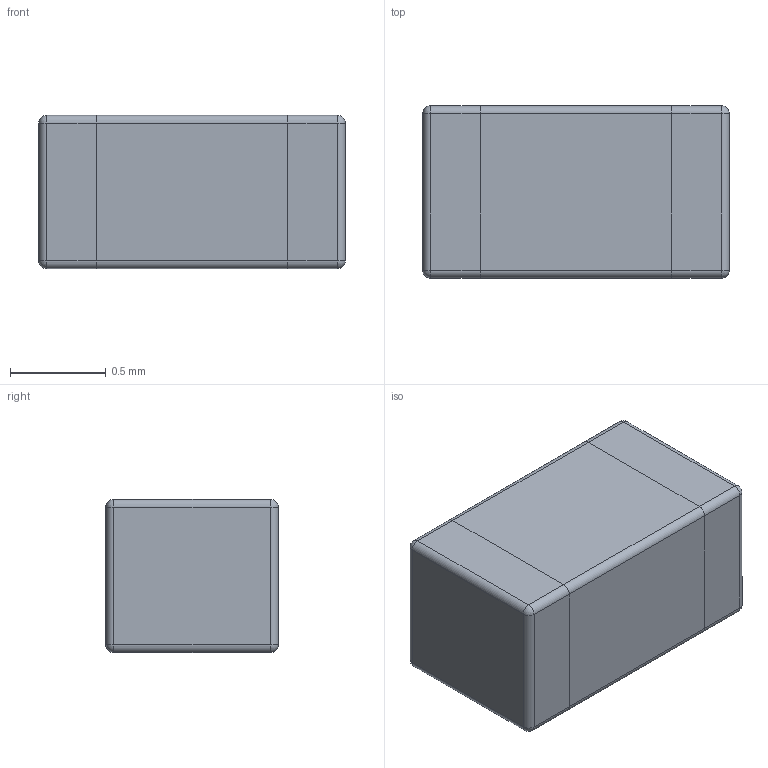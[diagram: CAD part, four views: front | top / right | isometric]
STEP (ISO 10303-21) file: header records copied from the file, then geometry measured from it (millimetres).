
FILE_DESCRIPTION(/* description */ (''),/* implementation_level */ '2;1');
FILE_NAME(/* name */ '',/* time_stamp */ '',/* author */ (''),/* organization */ (''),/* preprocessor_version */ '',/* originating_system */ '',/* authorisation */ '');
FILE_SCHEMA (('AUTOMOTIVE_DESIGN { 1 0 10303 214 3 1 1 }'));
Length unit declared in the file: millimetre
Products named in the file (3): 0402 Resistor; Body; Electrode
Assembly tree (3 placements, depth 2):
  0402 Resistor
    Body
    Electrode  x2
Bounding box: 1.6 x 0.9 x 0.8 mm (x, y, z)
Volume: 1.1 mm3; surface area: 9.5 mm2
Topology: 3 solids, 3 shells, 106 faces, 255 edges, 162 vertices
Faces by surface type: bspline 49, plane 29, cylinder 20, sphere 8
Entity records: 3108 total; most frequent: CARTESIAN_POINT 1226, ORIENTED_EDGE 438, DIRECTION 235, EDGE_CURVE 219, VERTEX_POINT 142, B_SPLINE_CURVE_WITH_KNOTS 98, LINE 97, VECTOR 97
